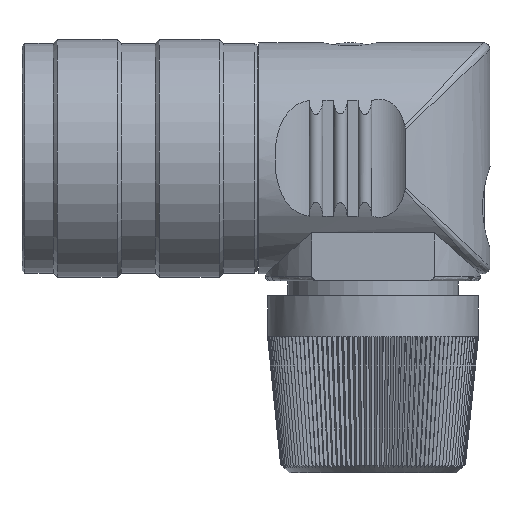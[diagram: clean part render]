
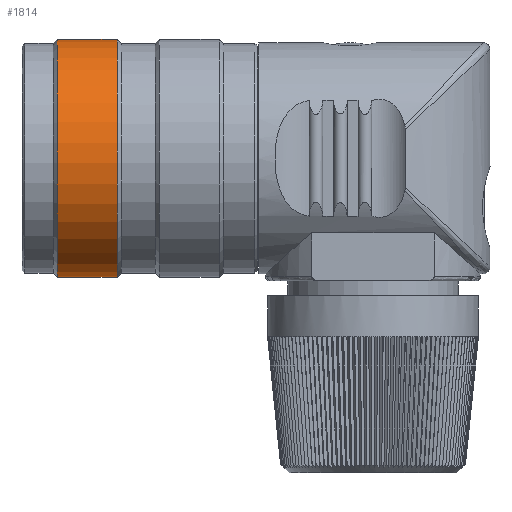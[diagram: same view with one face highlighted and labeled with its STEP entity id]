
A CAD part, front view. The second image highlights one B-rep face of the part: STEP entity #1814.
In plain terms, the highlighted cylindrical face has radius 8.75 mm (diameter 17.5 mm), a full revolution.
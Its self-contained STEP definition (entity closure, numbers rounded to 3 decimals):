
#1566=CYLINDRICAL_SURFACE('',#11662,8.75);
#1814=ADVANCED_FACE('',(#2890,#2891),#1566,.T.);
#2890=FACE_BOUND('',#3166,.T.);
#2891=FACE_BOUND('',#3167,.T.);
#3166=EDGE_LOOP('',(#5620));
#3167=EDGE_LOOP('',(#5621));
#5620=ORIENTED_EDGE('',*,*,#9631,.T.);
#5621=ORIENTED_EDGE('',*,*,#9632,.T.);
#8483=VERTEX_POINT('',#16712);
#8484=VERTEX_POINT('',#16714);
#9631=EDGE_CURVE('',#8483,#8483,#11059,.T.);
#9632=EDGE_CURVE('',#8484,#8484,#11060,.T.);
#11059=CIRCLE('',#11660,8.75);
#11060=CIRCLE('',#11661,8.75);
#11660=AXIS2_PLACEMENT_3D('',#16711,#13194,#13195);
#11661=AXIS2_PLACEMENT_3D('',#16713,#13196,#13197);
#11662=AXIS2_PLACEMENT_3D('',#16715,#13198,#13199);
#13194=DIRECTION('',(-1.,0.,0.));
#13195=DIRECTION('',(0.,0.924,0.382));
#13196=DIRECTION('',(1.,0.,0.));
#13197=DIRECTION('',(0.,0.924,0.382));
#13198=DIRECTION('',(-1.,0.,0.));
#13199=DIRECTION('',(0.,0.924,0.382));
#16711=CARTESIAN_POINT('',(6.8,-0.062,-0.062));
#16712=CARTESIAN_POINT('',(6.8,8.025,3.279));
#16713=CARTESIAN_POINT('',(2.4,-0.062,-0.062));
#16714=CARTESIAN_POINT('',(2.4,8.025,3.279));
#16715=CARTESIAN_POINT('',(17.9,-0.062,-0.062));
